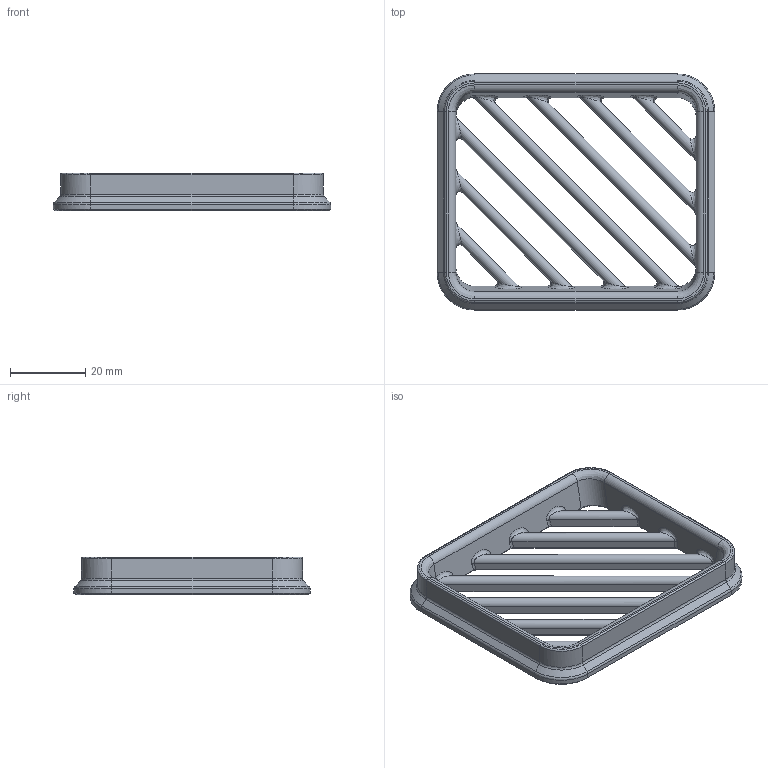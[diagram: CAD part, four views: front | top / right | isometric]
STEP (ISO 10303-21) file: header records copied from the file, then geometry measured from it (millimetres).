
FILE_DESCRIPTION(/* description */ ('STEP AP242','CAx-IF Rec.Pracs.---Representation and Presentation of Product Manufacturing Information (PMI)---4.0---2014-10-13','CAx-IF Rec.Pracs.---3D Tessellated Geometry---0.4---2014-09-14','2;1'),/* implementation_level */ '2;1');
FILE_NAME(/* name */ '666a42e3d2cb3267aa78866d',/* time_stamp */ '2024-06-13T00:52:51Z',/* author */ (''),/* organization */ (''),/* preprocessor_version */ 'ST-DEVELOPER v20',/* originating_system */ ' ',/* authorisation */ ' ');
FILE_SCHEMA (('AP242_MANAGED_MODEL_BASED_3D_ENGINEERING_MIM_LF { 1 0 10303 442 1 1 4 }'));
Length unit declared in the file: metre
Products named in the file (1): Part 1
Bounding box: 73.81 x 62.78 x 10 mm (x, y, z)
Volume: 12442.1 mm3; surface area: 10191.1 mm2
Topology: 1 solids, 1 shells, 201 faces, 470 edges, 264 vertices
Faces by surface type: bspline 74, plane 64, cylinder 53, cone 10
Entity records: 8854 total; most frequent: CARTESIAN_POINT 4766, ORIENTED_EDGE 940, DIRECTION 686, EDGE_CURVE 470, VERTEX_POINT 264, AXIS2_PLACEMENT_3D 240, EDGE_LOOP 210, FACE_BOUND 210
